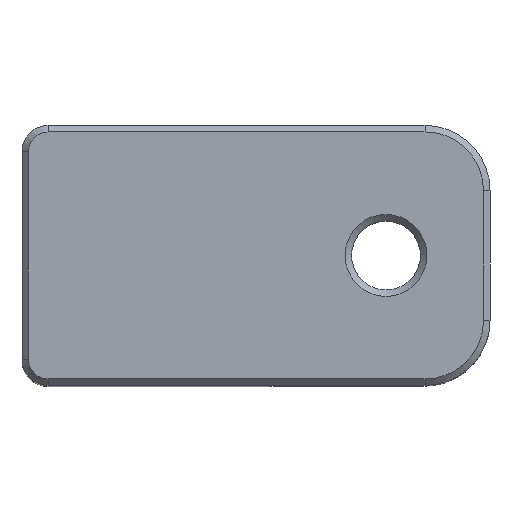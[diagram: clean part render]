
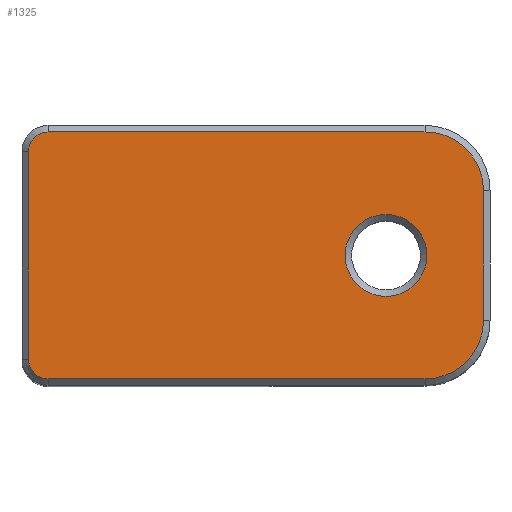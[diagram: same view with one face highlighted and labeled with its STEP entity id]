
A CAD part, top view. The second image highlights one B-rep face of the part: STEP entity #1325.
In plain terms, the highlighted planar face has unit normal (0, 0, 1).
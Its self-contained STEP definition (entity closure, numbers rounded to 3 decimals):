
#58=FACE_BOUND('',#256,.T.);
#74=PLANE('',#1477);
#167=FACE_OUTER_BOUND('',#255,.T.);
#255=EDGE_LOOP('',(#1199,#1200,#1201,#1202,#1203,#1204,#1205,#1206));
#256=EDGE_LOOP('',(#1207));
#278=CIRCLE('',#1382,4.5);
#304=CIRCLE('',#1431,3.15);
#312=CIRCLE('',#1448,1.5);
#323=CIRCLE('',#1469,4.5);
#326=CIRCLE('',#1478,1.5);
#343=LINE('',#3878,#410);
#375=LINE('',#4432,#442);
#391=LINE('',#4684,#458);
#393=LINE('',#4688,#460);
#410=VECTOR('',#1585,1000.);
#442=VECTOR('',#1741,1000.);
#458=VECTOR('',#1817,1000.);
#460=VECTOR('',#1821,1000.);
#573=VERTEX_POINT('',#3866);
#575=VERTEX_POINT('',#3869);
#577=VERTEX_POINT('',#3875);
#603=VERTEX_POINT('',#4317);
#613=VERTEX_POINT('',#4431);
#614=VERTEX_POINT('',#4435);
#624=VERTEX_POINT('',#4583);
#630=VERTEX_POINT('',#4683);
#631=VERTEX_POINT('',#4687);
#713=EDGE_CURVE('',#575,#573,#278,.T.);
#717=EDGE_CURVE('',#573,#577,#343,.T.);
#772=EDGE_CURVE('',#603,#603,#304,.T.);
#789=EDGE_CURVE('',#613,#575,#375,.T.);
#792=EDGE_CURVE('',#614,#613,#312,.T.);
#812=EDGE_CURVE('',#624,#577,#323,.T.);
#822=EDGE_CURVE('',#630,#614,#391,.T.);
#824=EDGE_CURVE('',#631,#624,#393,.T.);
#825=EDGE_CURVE('',#630,#631,#326,.T.);
#1199=ORIENTED_EDGE('',*,*,#824,.F.);
#1200=ORIENTED_EDGE('',*,*,#825,.F.);
#1201=ORIENTED_EDGE('',*,*,#822,.T.);
#1202=ORIENTED_EDGE('',*,*,#792,.T.);
#1203=ORIENTED_EDGE('',*,*,#789,.T.);
#1204=ORIENTED_EDGE('',*,*,#713,.T.);
#1205=ORIENTED_EDGE('',*,*,#717,.T.);
#1206=ORIENTED_EDGE('',*,*,#812,.F.);
#1207=ORIENTED_EDGE('',*,*,#772,.T.);
#1325=ADVANCED_FACE('',(#167,#58),#74,.T.);
#1382=AXIS2_PLACEMENT_3D('',#3870,#1577,#1578);
#1431=AXIS2_PLACEMENT_3D('',#4319,#1702,#1703);
#1448=AXIS2_PLACEMENT_3D('',#4437,#1746,#1747);
#1469=AXIS2_PLACEMENT_3D('',#4585,#1796,#1797);
#1477=AXIS2_PLACEMENT_3D('',#4686,#1819,#1820);
#1478=AXIS2_PLACEMENT_3D('',#4689,#1822,#1823);
#1577=DIRECTION('center_axis',(0.,0.,1.));
#1578=DIRECTION('ref_axis',(-1.,0.,0.));
#1585=DIRECTION('',(0.,1.,0.));
#1702=DIRECTION('center_axis',(0.,0.,-1.));
#1703=DIRECTION('ref_axis',(1.,0.,0.));
#1741=DIRECTION('',(1.,0.,0.));
#1746=DIRECTION('center_axis',(0.,0.,1.));
#1747=DIRECTION('ref_axis',(-1.,0.,0.));
#1796=DIRECTION('center_axis',(0.,0.,-1.));
#1797=DIRECTION('ref_axis',(-1.,0.,0.));
#1817=DIRECTION('',(0.,-1.,0.));
#1819=DIRECTION('center_axis',(0.,0.,1.));
#1820=DIRECTION('ref_axis',(1.,0.,0.));
#1821=DIRECTION('',(1.,0.,0.));
#1822=DIRECTION('center_axis',(0.,0.,-1.));
#1823=DIRECTION('ref_axis',(-1.,0.,0.));
#3866=CARTESIAN_POINT('',(35.5,5.,0.));
#3869=CARTESIAN_POINT('',(31.,0.5,0.));
#3870=CARTESIAN_POINT('Origin',(31.,5.,0.));
#3875=CARTESIAN_POINT('',(35.5,15.,0.));
#3878=CARTESIAN_POINT('',(35.5,-8.5,0.));
#4317=CARTESIAN_POINT('',(24.85,10.,0.));
#4319=CARTESIAN_POINT('Origin',(28.,10.,0.));
#4431=CARTESIAN_POINT('',(2.,0.5,0.));
#4432=CARTESIAN_POINT('',(1.612,0.5,0.));
#4435=CARTESIAN_POINT('',(0.5,2.,0.));
#4437=CARTESIAN_POINT('Origin',(2.,2.,0.));
#4583=CARTESIAN_POINT('',(31.,19.5,0.));
#4585=CARTESIAN_POINT('Origin',(31.,15.,0.));
#4683=CARTESIAN_POINT('',(0.5,18.,0.));
#4684=CARTESIAN_POINT('',(0.5,-8.5,0.));
#4686=CARTESIAN_POINT('Origin',(3.225,-8.5,0.));
#4687=CARTESIAN_POINT('',(2.,19.5,0.));
#4688=CARTESIAN_POINT('',(1.612,19.5,0.));
#4689=CARTESIAN_POINT('Origin',(2.,18.,0.));
